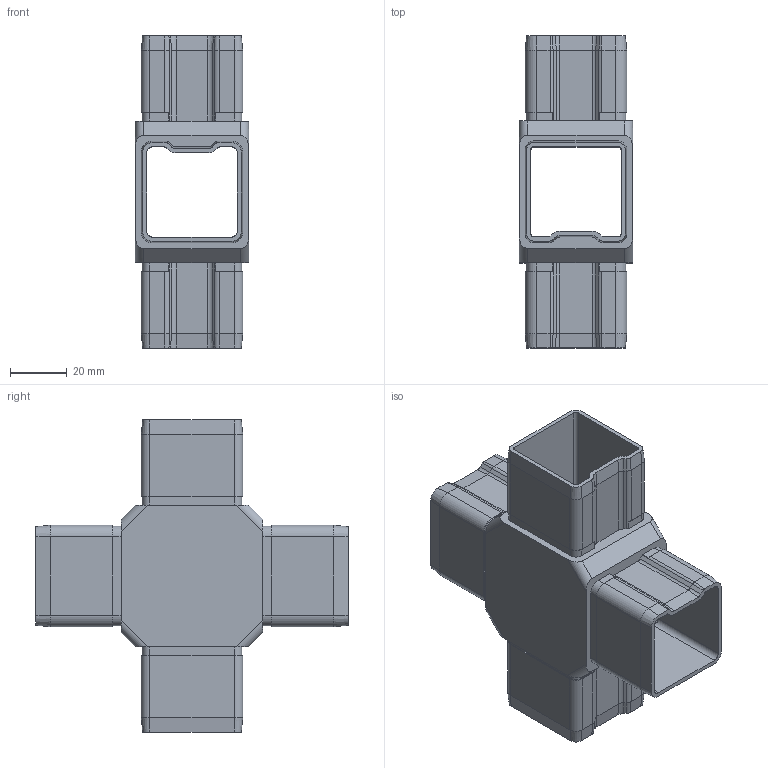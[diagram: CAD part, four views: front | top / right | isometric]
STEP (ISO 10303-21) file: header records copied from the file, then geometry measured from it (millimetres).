
FILE_DESCRIPTION (( 'STEP AP203' ), '1' );
FILE_NAME ('10164040.step', '2020-03-09T10:52:37', ( '' ), ( '' ), 'SwSTEP 2.0', 'SolidWorks 2015', '' );
FILE_SCHEMA (( 'CONFIG_CONTROL_DESIGN' ));
Length unit declared in the file: millimetre
Products named in the file (2): 10164040
Bounding box: 40 x 110 x 110 mm (x, y, z)
Volume: 56172.3 mm3; surface area: 46424.4 mm2
Topology: 1 solids, 1 shells, 739 faces, 1877 edges, 1186 vertices
Faces by surface type: plane 402, bspline 181, cylinder 124, cone 32
Entity records: 31188 total; most frequent: CARTESIAN_POINT 14577, ORIENTED_EDGE 3754, DIRECTION 2807, EDGE_CURVE 1877, LINE 1223, VECTOR 1223, VERTEX_POINT 1186, AXIS2_PLACEMENT_3D 792
